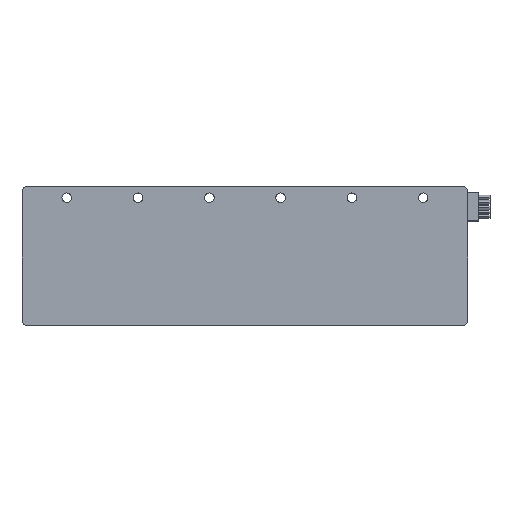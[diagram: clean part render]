
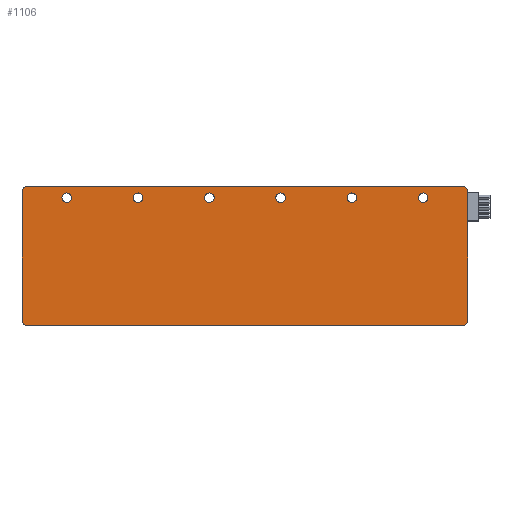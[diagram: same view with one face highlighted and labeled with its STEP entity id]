
A CAD part, top view. The second image highlights one B-rep face of the part: STEP entity #1106.
In plain terms, the highlighted planar face has unit normal (0, 0, 1).
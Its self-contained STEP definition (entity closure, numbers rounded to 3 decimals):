
#243=CARTESIAN_POINT('',(-97.8,28.9,3.25));
#244=DIRECTION('',(0.,0.,1.));
#245=DIRECTION('',(0.,1.,0.));
#246=AXIS2_PLACEMENT_3D('',#243,#244,#245);
#248=DIRECTION('',(-1.,0.,0.));
#249=VECTOR('',#248,195.6);
#250=CARTESIAN_POINT('',(97.8,31.1,3.25));
#251=LINE('',#250,#249);
#252=CARTESIAN_POINT('',(97.8,28.9,3.25));
#253=DIRECTION('',(0.,0.,1.));
#254=DIRECTION('',(1.,0.,0.));
#255=AXIS2_PLACEMENT_3D('',#252,#253,#254);
#257=DIRECTION('',(0.,1.,0.));
#258=VECTOR('',#257,57.9);
#259=CARTESIAN_POINT('',(100.,-29.,3.25));
#260=LINE('',#259,#258);
#261=CARTESIAN_POINT('',(97.8,-29.,3.25));
#262=DIRECTION('',(0.,0.,1.));
#263=DIRECTION('',(0.,-1.,0.));
#264=AXIS2_PLACEMENT_3D('',#261,#262,#263);
#266=DIRECTION('',(1.,0.,0.));
#267=VECTOR('',#266,195.6);
#268=CARTESIAN_POINT('',(-97.8,-31.2,3.25));
#269=LINE('',#268,#267);
#270=CARTESIAN_POINT('',(-97.8,-29.,3.25));
#271=DIRECTION('',(0.,0.,1.));
#272=DIRECTION('',(-1.,0.,0.));
#273=AXIS2_PLACEMENT_3D('',#270,#271,#272);
#275=DIRECTION('',(0.,-1.,0.));
#276=VECTOR('',#275,57.9);
#277=CARTESIAN_POINT('',(-100.,28.9,3.25));
#278=LINE('',#277,#276);
#279=CARTESIAN_POINT('',(80.,26.1,3.25));
#280=DIRECTION('',(0.,0.,1.));
#281=DIRECTION('',(1.,0.,0.));
#282=AXIS2_PLACEMENT_3D('',#279,#280,#281);
#284=CARTESIAN_POINT('',(80.,26.1,3.25));
#285=DIRECTION('',(0.,0.,1.));
#286=DIRECTION('',(-1.,0.,0.));
#287=AXIS2_PLACEMENT_3D('',#284,#285,#286);
#289=CARTESIAN_POINT('',(48.,26.1,3.25));
#290=DIRECTION('',(0.,0.,1.));
#291=DIRECTION('',(1.,0.,0.));
#292=AXIS2_PLACEMENT_3D('',#289,#290,#291);
#294=CARTESIAN_POINT('',(48.,26.1,3.25));
#295=DIRECTION('',(0.,0.,1.));
#296=DIRECTION('',(-1.,0.,0.));
#297=AXIS2_PLACEMENT_3D('',#294,#295,#296);
#299=CARTESIAN_POINT('',(16.,26.1,3.25));
#300=DIRECTION('',(0.,0.,1.));
#301=DIRECTION('',(1.,0.,0.));
#302=AXIS2_PLACEMENT_3D('',#299,#300,#301);
#304=CARTESIAN_POINT('',(16.,26.1,3.25));
#305=DIRECTION('',(0.,0.,1.));
#306=DIRECTION('',(-1.,0.,0.));
#307=AXIS2_PLACEMENT_3D('',#304,#305,#306);
#309=CARTESIAN_POINT('',(-16.,26.1,3.25));
#310=DIRECTION('',(0.,0.,1.));
#311=DIRECTION('',(1.,0.,0.));
#312=AXIS2_PLACEMENT_3D('',#309,#310,#311);
#314=CARTESIAN_POINT('',(-16.,26.1,3.25));
#315=DIRECTION('',(0.,0.,1.));
#316=DIRECTION('',(-1.,0.,0.));
#317=AXIS2_PLACEMENT_3D('',#314,#315,#316);
#319=CARTESIAN_POINT('',(-48.,26.1,3.25));
#320=DIRECTION('',(0.,0.,1.));
#321=DIRECTION('',(1.,0.,0.));
#322=AXIS2_PLACEMENT_3D('',#319,#320,#321);
#324=CARTESIAN_POINT('',(-48.,26.1,3.25));
#325=DIRECTION('',(0.,0.,1.));
#326=DIRECTION('',(-1.,0.,0.));
#327=AXIS2_PLACEMENT_3D('',#324,#325,#326);
#329=CARTESIAN_POINT('',(-80.,26.1,3.25));
#330=DIRECTION('',(0.,0.,1.));
#331=DIRECTION('',(1.,0.,0.));
#332=AXIS2_PLACEMENT_3D('',#329,#330,#331);
#334=CARTESIAN_POINT('',(-80.,26.1,3.25));
#335=DIRECTION('',(0.,0.,1.));
#336=DIRECTION('',(-1.,0.,0.));
#337=AXIS2_PLACEMENT_3D('',#334,#335,#336);
#667=CARTESIAN_POINT('',(-97.8,31.1,3.25));
#668=VERTEX_POINT('',#667);
#669=CARTESIAN_POINT('',(-100.,28.9,3.25));
#670=VERTEX_POINT('',#669);
#675=CARTESIAN_POINT('',(-100.,-29.,3.25));
#676=VERTEX_POINT('',#675);
#677=CARTESIAN_POINT('',(-97.8,-31.2,3.25));
#678=VERTEX_POINT('',#677);
#683=CARTESIAN_POINT('',(97.8,-31.2,3.25));
#684=VERTEX_POINT('',#683);
#685=CARTESIAN_POINT('',(100.,-29.,3.25));
#686=VERTEX_POINT('',#685);
#691=CARTESIAN_POINT('',(100.,28.9,3.25));
#692=VERTEX_POINT('',#691);
#693=CARTESIAN_POINT('',(97.8,31.1,3.25));
#694=VERTEX_POINT('',#693);
#695=CARTESIAN_POINT('',(82.15,26.1,3.25));
#696=CARTESIAN_POINT('',(77.85,26.1,3.25));
#697=VERTEX_POINT('',#695);
#698=VERTEX_POINT('',#696);
#703=CARTESIAN_POINT('',(50.15,26.1,3.25));
#704=CARTESIAN_POINT('',(45.85,26.1,3.25));
#705=VERTEX_POINT('',#703);
#706=VERTEX_POINT('',#704);
#711=CARTESIAN_POINT('',(18.15,26.1,3.25));
#712=CARTESIAN_POINT('',(13.85,26.1,3.25));
#713=VERTEX_POINT('',#711);
#714=VERTEX_POINT('',#712);
#719=CARTESIAN_POINT('',(-13.85,26.1,3.25));
#720=CARTESIAN_POINT('',(-18.15,26.1,3.25));
#721=VERTEX_POINT('',#719);
#722=VERTEX_POINT('',#720);
#727=CARTESIAN_POINT('',(-45.85,26.1,3.25));
#728=CARTESIAN_POINT('',(-50.15,26.1,3.25));
#729=VERTEX_POINT('',#727);
#730=VERTEX_POINT('',#728);
#735=CARTESIAN_POINT('',(-77.85,26.1,3.25));
#736=CARTESIAN_POINT('',(-82.15,26.1,3.25));
#737=VERTEX_POINT('',#735);
#738=VERTEX_POINT('',#736);
#1055=CARTESIAN_POINT('',(0.,-0.05,3.25));
#1056=DIRECTION('',(0.,0.,1.));
#1057=DIRECTION('',(1.,0.,0.));
#1058=AXIS2_PLACEMENT_3D('',#1055,#1056,#1057);
#1059=PLANE('',#1058);
#1060=ORIENTED_EDGE('',*,*,#915,.F.);
#1061=ORIENTED_EDGE('',*,*,#931,.F.);
#1062=ORIENTED_EDGE('',*,*,#944,.F.);
#1063=ORIENTED_EDGE('',*,*,#957,.F.);
#1064=ORIENTED_EDGE('',*,*,#990,.F.);
#1065=ORIENTED_EDGE('',*,*,#1003,.F.);
#1066=ORIENTED_EDGE('',*,*,#1018,.F.);
#1067=ORIENTED_EDGE('',*,*,#1030,.F.);
#1068=EDGE_LOOP('',(#1060,#1061,#1062,#1063,#1064,#1065,#1066,#1067));
#1069=FACE_OUTER_BOUND('',#1068,.F.);
#1071=ORIENTED_EDGE('',*,*,#1070,.T.);
#1073=ORIENTED_EDGE('',*,*,#1072,.T.);
#1074=EDGE_LOOP('',(#1071,#1073));
#1075=FACE_BOUND('',#1074,.F.);
#1077=ORIENTED_EDGE('',*,*,#1076,.T.);
#1079=ORIENTED_EDGE('',*,*,#1078,.T.);
#1080=EDGE_LOOP('',(#1077,#1079));
#1081=FACE_BOUND('',#1080,.F.);
#1083=ORIENTED_EDGE('',*,*,#1082,.T.);
#1085=ORIENTED_EDGE('',*,*,#1084,.T.);
#1086=EDGE_LOOP('',(#1083,#1085));
#1087=FACE_BOUND('',#1086,.F.);
#1089=ORIENTED_EDGE('',*,*,#1088,.T.);
#1091=ORIENTED_EDGE('',*,*,#1090,.T.);
#1092=EDGE_LOOP('',(#1089,#1091));
#1093=FACE_BOUND('',#1092,.F.);
#1095=ORIENTED_EDGE('',*,*,#1094,.T.);
#1097=ORIENTED_EDGE('',*,*,#1096,.T.);
#1098=EDGE_LOOP('',(#1095,#1097));
#1099=FACE_BOUND('',#1098,.F.);
#1101=ORIENTED_EDGE('',*,*,#1100,.T.);
#1103=ORIENTED_EDGE('',*,*,#1102,.T.);
#1104=EDGE_LOOP('',(#1101,#1103));
#1105=FACE_BOUND('',#1104,.F.);
#247=CIRCLE('',#246,2.2);
#256=CIRCLE('',#255,2.2);
#265=CIRCLE('',#264,2.2);
#274=CIRCLE('',#273,2.2);
#283=CIRCLE('',#282,2.15);
#288=CIRCLE('',#287,2.15);
#293=CIRCLE('',#292,2.15);
#298=CIRCLE('',#297,2.15);
#303=CIRCLE('',#302,2.15);
#308=CIRCLE('',#307,2.15);
#313=CIRCLE('',#312,2.15);
#318=CIRCLE('',#317,2.15);
#323=CIRCLE('',#322,2.15);
#328=CIRCLE('',#327,2.15);
#333=CIRCLE('',#332,2.15);
#338=CIRCLE('',#337,2.15);
#915=EDGE_CURVE('',#668,#670,#247,.T.);
#931=EDGE_CURVE('',#694,#668,#251,.T.);
#944=EDGE_CURVE('',#692,#694,#256,.T.);
#957=EDGE_CURVE('',#686,#692,#260,.T.);
#990=EDGE_CURVE('',#684,#686,#265,.T.);
#1003=EDGE_CURVE('',#678,#684,#269,.T.);
#1018=EDGE_CURVE('',#676,#678,#274,.T.);
#1030=EDGE_CURVE('',#670,#676,#278,.T.);
#1070=EDGE_CURVE('',#697,#698,#283,.T.);
#1072=EDGE_CURVE('',#698,#697,#288,.T.);
#1076=EDGE_CURVE('',#705,#706,#293,.T.);
#1078=EDGE_CURVE('',#706,#705,#298,.T.);
#1082=EDGE_CURVE('',#713,#714,#303,.T.);
#1084=EDGE_CURVE('',#714,#713,#308,.T.);
#1088=EDGE_CURVE('',#721,#722,#313,.T.);
#1090=EDGE_CURVE('',#722,#721,#318,.T.);
#1094=EDGE_CURVE('',#729,#730,#323,.T.);
#1096=EDGE_CURVE('',#730,#729,#328,.T.);
#1100=EDGE_CURVE('',#737,#738,#333,.T.);
#1102=EDGE_CURVE('',#738,#737,#338,.T.);
#1106=ADVANCED_FACE('',(#1069,#1075,#1081,#1087,#1093,#1099,#1105),#1059,.T.);
